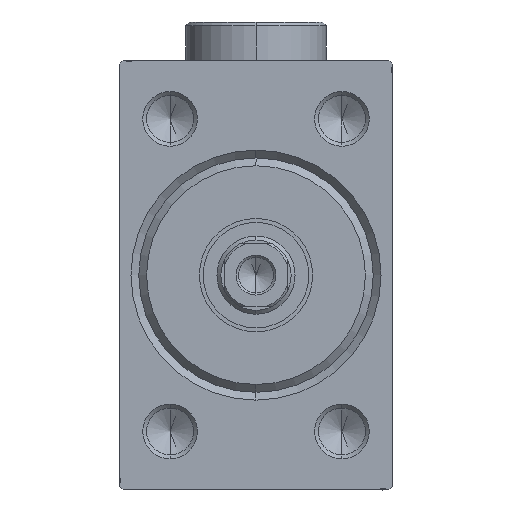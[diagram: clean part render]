
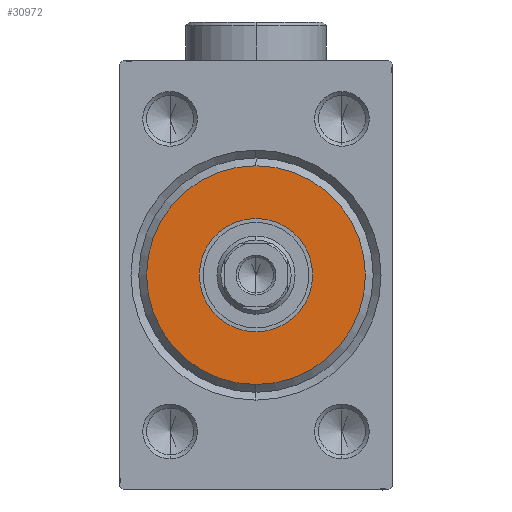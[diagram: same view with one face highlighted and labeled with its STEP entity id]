
A CAD part, left-side view. The second image highlights one B-rep face of the part: STEP entity #30972.
In plain terms, the highlighted face is planar.
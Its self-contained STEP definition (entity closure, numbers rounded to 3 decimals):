
#3082 = VERTEX_POINT ( 'NONE', #10296 ) ;
#4686 = EDGE_CURVE ( 'NONE', #25327, #39828, #37211, .T. ) ;
#4941 = CARTESIAN_POINT ( 'NONE',  ( 3., 0., 0. ) ) ;
#5488 = AXIS2_PLACEMENT_3D ( 'NONE', #27613, #38200, #30622 ) ;
#5923 = EDGE_CURVE ( 'NONE', #37002, #3082, #7069, .T. ) ;
#7069 = CIRCLE ( 'NONE', #40929, 7.25 ) ;
#7152 = CARTESIAN_POINT ( 'NONE',  ( 3., 0., 0. ) ) ;
#8601 = DIRECTION ( 'NONE',  ( 1., 0., 0. ) ) ;
#9677 = CIRCLE ( 'NONE', #24345, 7.25 ) ;
#10296 = CARTESIAN_POINT ( 'NONE',  ( 3., 0., 7.25 ) ) ;
#10769 = ORIENTED_EDGE ( 'NONE', *, *, #33386, .T. ) ;
#12102 = DIRECTION ( 'NONE',  ( 0., 0., -1. ) ) ;
#12598 = ORIENTED_EDGE ( 'NONE', *, *, #5923, .F. ) ;
#14155 = EDGE_LOOP ( 'NONE', ( #12598, #29934 ) ) ;
#16465 = AXIS2_PLACEMENT_3D ( 'NONE', #4941, #23133, #36950 ) ;
#19422 = DIRECTION ( 'NONE',  ( 0., 0., -1. ) ) ;
#21722 = ORIENTED_EDGE ( 'NONE', *, *, #4686, .T. ) ;
#22219 = FACE_OUTER_BOUND ( 'NONE', #35741, .T. ) ;
#22907 = FACE_BOUND ( 'NONE', #14155, .T. ) ;
#23133 = DIRECTION ( 'NONE',  ( 1., 0., 0. ) ) ;
#24119 = EDGE_CURVE ( 'NONE', #3082, #37002, #9677, .T. ) ;
#24218 = DIRECTION ( 'NONE',  ( 1., 0., 0. ) ) ;
#24345 = AXIS2_PLACEMENT_3D ( 'NONE', #7152, #24218, #42389 ) ;
#24945 = CARTESIAN_POINT ( 'NONE',  ( 3., 0., -7.25 ) ) ;
#25327 = VERTEX_POINT ( 'NONE', #34270 ) ;
#27613 = CARTESIAN_POINT ( 'NONE',  ( 3., 0., 0. ) ) ;
#29934 = ORIENTED_EDGE ( 'NONE', *, *, #24119, .F. ) ;
#30068 = CARTESIAN_POINT ( 'NONE',  ( 3., 0., 0. ) ) ;
#30622 = DIRECTION ( 'NONE',  ( 0., 0., -1. ) ) ;
#30972 = ADVANCED_FACE ( 'NONE', ( #22219, #22907 ), #36258, .T. ) ;
#33386 = EDGE_CURVE ( 'NONE', #39828, #25327, #45179, .T. ) ;
#33527 = DIRECTION ( 'NONE',  ( 1., 0., 0. ) ) ;
#34270 = CARTESIAN_POINT ( 'NONE',  ( 3., 0., -14. ) ) ;
#34978 = AXIS2_PLACEMENT_3D ( 'NONE', #30068, #33527, #12102 ) ;
#35741 = EDGE_LOOP ( 'NONE', ( #10769, #21722 ) ) ;
#35905 = CARTESIAN_POINT ( 'NONE',  ( 3., 0., 14. ) ) ;
#36258 = PLANE ( 'NONE',  #16465 ) ;
#36950 = DIRECTION ( 'NONE',  ( 0., 0., -1. ) ) ;
#37002 = VERTEX_POINT ( 'NONE', #24945 ) ;
#37211 = CIRCLE ( 'NONE', #34978, 14. ) ;
#38200 = DIRECTION ( 'NONE',  ( 1., 0., 0. ) ) ;
#39828 = VERTEX_POINT ( 'NONE', #35905 ) ;
#40929 = AXIS2_PLACEMENT_3D ( 'NONE', #44061, #8601, #19422 ) ;
#42389 = DIRECTION ( 'NONE',  ( 0., 0., -1. ) ) ;
#44061 = CARTESIAN_POINT ( 'NONE',  ( 3., 0., 0. ) ) ;
#45179 = CIRCLE ( 'NONE', #5488, 14. ) ;
